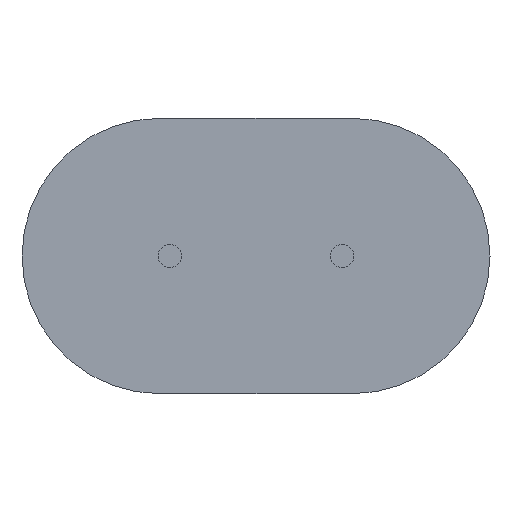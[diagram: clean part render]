
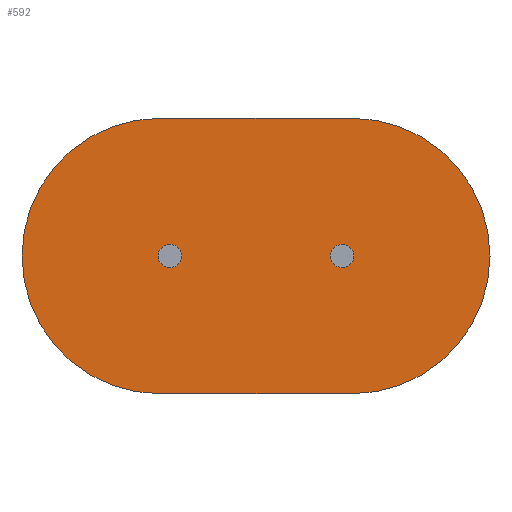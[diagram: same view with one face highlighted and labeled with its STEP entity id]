
A CAD part, front view. The second image highlights one B-rep face of the part: STEP entity #592.
In plain terms, the highlighted planar face has unit normal (0, -1, 0).
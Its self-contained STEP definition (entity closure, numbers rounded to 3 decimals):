
#6 = CARTESIAN_POINT ( 'NONE',  ( -1.25, 0., 0. ) ) ;
#8 = ORIENTED_EDGE ( 'NONE', *, *, #389, .F. ) ;
#17 = DIRECTION ( 'NONE',  ( 0., 0., 1. ) ) ;
#23 = CARTESIAN_POINT ( 'NONE',  ( -1.25, 0., -0.17 ) ) ;
#25 = AXIS2_PLACEMENT_3D ( 'NONE', #85, #553, #76 ) ;
#30 = ORIENTED_EDGE ( 'NONE', *, *, #331, .F. ) ;
#31 = DIRECTION ( 'NONE',  ( 0., 0., 1. ) ) ;
#40 = VERTEX_POINT ( 'NONE', #193 ) ;
#42 = EDGE_LOOP ( 'NONE', ( #294, #360, #153, #63 ) ) ;
#63 = ORIENTED_EDGE ( 'NONE', *, *, #308, .F. ) ;
#67 = EDGE_LOOP ( 'NONE', ( #545, #8 ) ) ;
#76 = DIRECTION ( 'NONE',  ( 0., 0., 1. ) ) ;
#80 = CARTESIAN_POINT ( 'NONE',  ( 1.4, 0., -2. ) ) ;
#85 = CARTESIAN_POINT ( 'NONE',  ( -1.4, 0., 0. ) ) ;
#105 = VERTEX_POINT ( 'NONE', #410 ) ;
#107 = EDGE_CURVE ( 'NONE', #122, #530, #247, .T. ) ;
#122 = VERTEX_POINT ( 'NONE', #468 ) ;
#137 = DIRECTION ( 'NONE',  ( 1., 0., 0. ) ) ;
#141 = EDGE_CURVE ( 'NONE', #40, #581, #262, .T. ) ;
#144 = DIRECTION ( 'NONE',  ( 0., 0., 1. ) ) ;
#149 = DIRECTION ( 'NONE',  ( -1., 0., 0. ) ) ;
#153 = ORIENTED_EDGE ( 'NONE', *, *, #205, .F. ) ;
#154 = CIRCLE ( 'NONE', #398, 2. ) ;
#175 = FACE_BOUND ( 'NONE', #67, .T. ) ;
#180 = AXIS2_PLACEMENT_3D ( 'NONE', #194, #201, #199 ) ;
#192 = CARTESIAN_POINT ( 'NONE',  ( 1.25, 0., 0.17 ) ) ;
#193 = CARTESIAN_POINT ( 'NONE',  ( -1.25, 0., 0.17 ) ) ;
#194 = CARTESIAN_POINT ( 'NONE',  ( -1.25, 0., 0. ) ) ;
#199 = DIRECTION ( 'NONE',  ( 0., 0., 1. ) ) ;
#201 = DIRECTION ( 'NONE',  ( 0., -1., 0. ) ) ;
#205 = EDGE_CURVE ( 'NONE', #304, #122, #429, .T. ) ;
#225 = CIRCLE ( 'NONE', #288, 0.17 ) ;
#226 = ORIENTED_EDGE ( 'NONE', *, *, #263, .F. ) ;
#234 = DIRECTION ( 'NONE',  ( 0., -1., 0. ) ) ;
#236 = CARTESIAN_POINT ( 'NONE',  ( 1.25, 0., 0. ) ) ;
#247 = LINE ( 'NONE', #602, #509 ) ;
#248 = AXIS2_PLACEMENT_3D ( 'NONE', #236, #375, #144 ) ;
#262 = CIRCLE ( 'NONE', #180, 0.17 ) ;
#263 = EDGE_CURVE ( 'NONE', #393, #349, #370, .T. ) ;
#265 = DIRECTION ( 'NONE',  ( 0., -1., 0. ) ) ;
#280 = CARTESIAN_POINT ( 'NONE',  ( -1.4, 0., -2. ) ) ;
#283 = EDGE_LOOP ( 'NONE', ( #30, #226 ) ) ;
#288 = AXIS2_PLACEMENT_3D ( 'NONE', #6, #234, #31 ) ;
#289 = CIRCLE ( 'NONE', #248, 0.17 ) ;
#294 = ORIENTED_EDGE ( 'NONE', *, *, #361, .F. ) ;
#304 = VERTEX_POINT ( 'NONE', #280 ) ;
#308 = EDGE_CURVE ( 'NONE', #105, #304, #386, .T. ) ;
#320 = DIRECTION ( 'NONE',  ( 0., 0., 1. ) ) ;
#331 = EDGE_CURVE ( 'NONE', #349, #393, #289, .T. ) ;
#339 = FACE_BOUND ( 'NONE', #283, .T. ) ;
#349 = VERTEX_POINT ( 'NONE', #192 ) ;
#360 = ORIENTED_EDGE ( 'NONE', *, *, #107, .F. ) ;
#361 = EDGE_CURVE ( 'NONE', #530, #105, #154, .T. ) ;
#370 = CIRCLE ( 'NONE', #586, 0.17 ) ;
#375 = DIRECTION ( 'NONE',  ( 0., -1., 0. ) ) ;
#386 = LINE ( 'NONE', #80, #396 ) ;
#389 = EDGE_CURVE ( 'NONE', #581, #40, #225, .T. ) ;
#393 = VERTEX_POINT ( 'NONE', #426 ) ;
#396 = VECTOR ( 'NONE', #149, 1000. ) ;
#398 = AXIS2_PLACEMENT_3D ( 'NONE', #481, #527, #320 ) ;
#410 = CARTESIAN_POINT ( 'NONE',  ( 1.4, 0., -2. ) ) ;
#426 = CARTESIAN_POINT ( 'NONE',  ( 1.25, 0., -0.17 ) ) ;
#429 = CIRCLE ( 'NONE', #25, 2. ) ;
#450 = FACE_OUTER_BOUND ( 'NONE', #42, .T. ) ;
#461 = CARTESIAN_POINT ( 'NONE',  ( 1.25, 0., 0. ) ) ;
#468 = CARTESIAN_POINT ( 'NONE',  ( -1.4, 0., 2. ) ) ;
#481 = CARTESIAN_POINT ( 'NONE',  ( 1.4, 0., 0. ) ) ;
#491 = DIRECTION ( 'NONE',  ( 0., 1., 0. ) ) ;
#493 = CARTESIAN_POINT ( 'NONE',  ( 1.4, 0., 0. ) ) ;
#496 = AXIS2_PLACEMENT_3D ( 'NONE', #493, #491, #17 ) ;
#509 = VECTOR ( 'NONE', #137, 1000. ) ;
#527 = DIRECTION ( 'NONE',  ( 0., 1., 0. ) ) ;
#530 = VERTEX_POINT ( 'NONE', #571 ) ;
#542 = PLANE ( 'NONE',  #496 ) ;
#545 = ORIENTED_EDGE ( 'NONE', *, *, #141, .F. ) ;
#553 = DIRECTION ( 'NONE',  ( 0., 1., 0. ) ) ;
#557 = DIRECTION ( 'NONE',  ( 0., 0., 1. ) ) ;
#571 = CARTESIAN_POINT ( 'NONE',  ( 1.4, 0., 2. ) ) ;
#581 = VERTEX_POINT ( 'NONE', #23 ) ;
#586 = AXIS2_PLACEMENT_3D ( 'NONE', #461, #265, #557 ) ;
#592 = ADVANCED_FACE ( 'NONE', ( #175, #339, #450 ), #542, .F. ) ;
#602 = CARTESIAN_POINT ( 'NONE',  ( 1.4, 0., 2. ) ) ;
